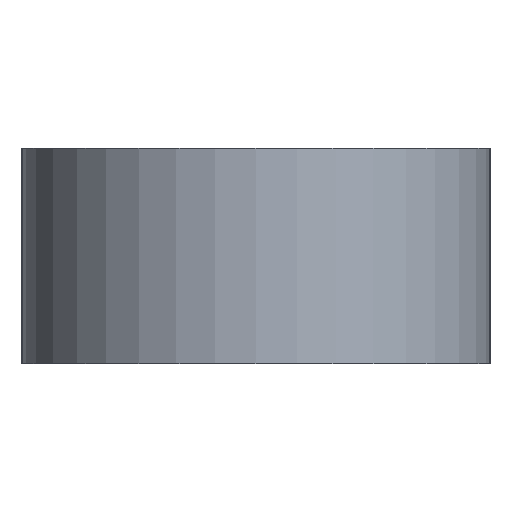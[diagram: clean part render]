
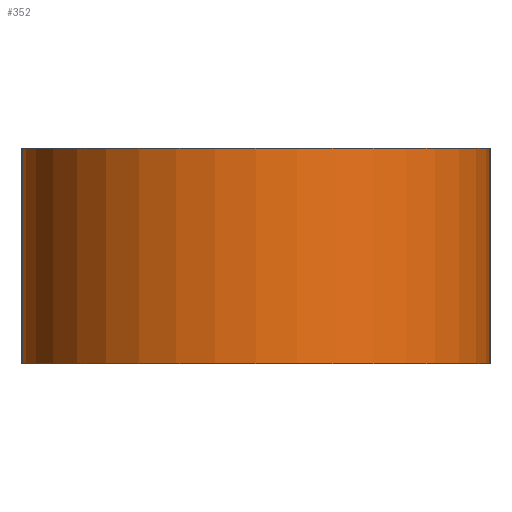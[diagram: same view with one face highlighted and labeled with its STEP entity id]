
A CAD part, front view. The second image highlights one B-rep face of the part: STEP entity #352.
In plain terms, the highlighted cylindrical face has radius 13 mm (diameter 26 mm), a partial arc.
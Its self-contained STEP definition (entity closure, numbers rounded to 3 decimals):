
#10 = ORIENTED_EDGE ( 'NONE', *, *, #788, .T. ) ;
#12 = DIRECTION ( 'NONE',  ( 0., 0., 1. ) ) ;
#24 = DIRECTION ( 'NONE',  ( 0., 0., 1. ) ) ;
#27 = VERTEX_POINT ( 'NONE', #566 ) ;
#28 = EDGE_CURVE ( 'NONE', #27, #487, #962, .T. ) ;
#77 = DIRECTION ( 'NONE',  ( 0., 0., -1. ) ) ;
#82 = FACE_OUTER_BOUND ( 'NONE', #1002, .T. ) ;
#118 = CARTESIAN_POINT ( 'NONE',  ( -13., -150., -6. ) ) ;
#134 = AXIS2_PLACEMENT_3D ( 'NONE', #911, #758, #1001 ) ;
#155 = EDGE_CURVE ( 'NONE', #234, #27, #913, .T. ) ;
#156 = DIRECTION ( 'NONE',  ( 1., 0., 0. ) ) ;
#234 = VERTEX_POINT ( 'NONE', #940 ) ;
#239 = DIRECTION ( 'NONE',  ( 1., 0., 0. ) ) ;
#352 = ADVANCED_FACE ( 'NONE', ( #82 ), #701, .T. ) ;
#394 = ORIENTED_EDGE ( 'NONE', *, *, #155, .F. ) ;
#412 = ORIENTED_EDGE ( 'NONE', *, *, #28, .F. ) ;
#416 = ORIENTED_EDGE ( 'NONE', *, *, #868, .T. ) ;
#460 = CARTESIAN_POINT ( 'NONE',  ( 0., -150., 6. ) ) ;
#468 = CIRCLE ( 'NONE', #483, 13. ) ;
#472 = AXIS2_PLACEMENT_3D ( 'NONE', #782, #12, #239 ) ;
#483 = AXIS2_PLACEMENT_3D ( 'NONE', #460, #77, #156 ) ;
#487 = VERTEX_POINT ( 'NONE', #654 ) ;
#501 = VECTOR ( 'NONE', #836, 1000. ) ;
#550 = VECTOR ( 'NONE', #24, 1000. ) ;
#566 = CARTESIAN_POINT ( 'NONE',  ( -13., -150., -6. ) ) ;
#576 = CARTESIAN_POINT ( 'NONE',  ( 13., -150., 6. ) ) ;
#654 = CARTESIAN_POINT ( 'NONE',  ( -13., -150., 6. ) ) ;
#675 = VERTEX_POINT ( 'NONE', #576 ) ;
#701 = CYLINDRICAL_SURFACE ( 'NONE', #472, 13. ) ;
#747 = CARTESIAN_POINT ( 'NONE',  ( 13., -150., -6. ) ) ;
#758 = DIRECTION ( 'NONE',  ( 0., 0., -1. ) ) ;
#782 = CARTESIAN_POINT ( 'NONE',  ( 0., -150., -6. ) ) ;
#788 = EDGE_CURVE ( 'NONE', #675, #487, #468, .T. ) ;
#823 = LINE ( 'NONE', #747, #501 ) ;
#836 = DIRECTION ( 'NONE',  ( 0., 0., 1. ) ) ;
#868 = EDGE_CURVE ( 'NONE', #234, #675, #823, .T. ) ;
#911 = CARTESIAN_POINT ( 'NONE',  ( 0., -150., -6. ) ) ;
#913 = CIRCLE ( 'NONE', #134, 13. ) ;
#940 = CARTESIAN_POINT ( 'NONE',  ( 13., -150., -6. ) ) ;
#962 = LINE ( 'NONE', #118, #550 ) ;
#1001 = DIRECTION ( 'NONE',  ( 1., 0., 0. ) ) ;
#1002 = EDGE_LOOP ( 'NONE', ( #412, #394, #416, #10 ) ) ;
